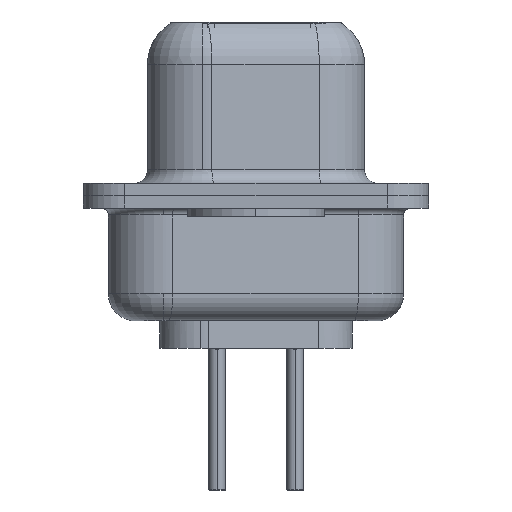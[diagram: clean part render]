
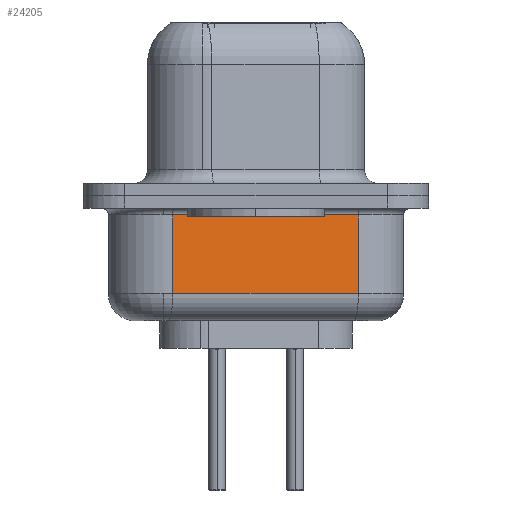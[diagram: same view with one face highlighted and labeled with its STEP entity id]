
A CAD part, left-side view. The second image highlights one B-rep face of the part: STEP entity #24205.
In plain terms, the highlighted planar face has unit normal (-0.985, -0.174, 0).
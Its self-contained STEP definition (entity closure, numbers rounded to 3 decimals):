
#638 = VERTEX_POINT ( 'NONE', #2068 ) ;
#2068 = CARTESIAN_POINT ( 'NONE',  ( 2.87, 3.028, -0.7 ) ) ;
#2211 = AXIS2_PLACEMENT_3D ( 'NONE', #5175, #16830, #6908 ) ;
#3068 = CARTESIAN_POINT ( 'NONE',  ( 2.87, 3.028, -3.55 ) ) ;
#4033 = VECTOR ( 'NONE', #12413, 1000. ) ;
#4340 = CARTESIAN_POINT ( 'NONE',  ( 4.061, -3.722, -4.55 ) ) ;
#5175 = CARTESIAN_POINT ( 'NONE',  ( 2.87, 3.028, -4.55 ) ) ;
#5734 = ORIENTED_EDGE ( 'NONE', *, *, #14443, .F. ) ;
#5750 = VERTEX_POINT ( 'NONE', #17409 ) ;
#6033 = CARTESIAN_POINT ( 'NONE',  ( 2.87, 3.028, -4.55 ) ) ;
#6908 = DIRECTION ( 'NONE',  ( -0.174, 0.985, 0. ) ) ;
#10941 = EDGE_CURVE ( 'NONE', #17597, #638, #21699, .T. ) ;
#11000 = PLANE ( 'NONE',  #2211 ) ;
#11027 = CARTESIAN_POINT ( 'NONE',  ( 4.061, -3.722, -0.7 ) ) ;
#11697 = EDGE_LOOP ( 'NONE', ( #5734, #22981, #21300, #25172 ) ) ;
#12413 = DIRECTION ( 'NONE',  ( 0., 0., 1. ) ) ;
#12857 = LINE ( 'NONE', #6033, #13846 ) ;
#13009 = LINE ( 'NONE', #3068, #20771 ) ;
#13573 = VECTOR ( 'NONE', #15489, 1000. ) ;
#13846 = VECTOR ( 'NONE', #14994, 1000. ) ;
#14443 = EDGE_CURVE ( 'NONE', #23983, #638, #12857, .T. ) ;
#14858 = FACE_OUTER_BOUND ( 'NONE', #11697, .T. ) ;
#14994 = DIRECTION ( 'NONE',  ( 0., 0., 1. ) ) ;
#15089 = CARTESIAN_POINT ( 'NONE',  ( 2.87, 3.028, -0.7 ) ) ;
#15335 = EDGE_CURVE ( 'NONE', #5750, #17597, #16402, .T. ) ;
#15489 = DIRECTION ( 'NONE',  ( -0.174, 0.985, 0. ) ) ;
#16402 = LINE ( 'NONE', #4340, #4033 ) ;
#16830 = DIRECTION ( 'NONE',  ( 0.985, 0.174, 0. ) ) ;
#17409 = CARTESIAN_POINT ( 'NONE',  ( 4.061, -3.722, -3.55 ) ) ;
#17523 = CARTESIAN_POINT ( 'NONE',  ( 2.87, 3.028, -3.55 ) ) ;
#17597 = VERTEX_POINT ( 'NONE', #11027 ) ;
#20771 = VECTOR ( 'NONE', #25080, 1000. ) ;
#21300 = ORIENTED_EDGE ( 'NONE', *, *, #15335, .T. ) ;
#21699 = LINE ( 'NONE', #15089, #13573 ) ;
#22590 = EDGE_CURVE ( 'NONE', #23983, #5750, #13009, .T. ) ;
#22981 = ORIENTED_EDGE ( 'NONE', *, *, #22590, .T. ) ;
#23983 = VERTEX_POINT ( 'NONE', #17523 ) ;
#24205 = ADVANCED_FACE ( 'NONE', ( #14858 ), #11000, .F. ) ;
#25080 = DIRECTION ( 'NONE',  ( 0.174, -0.985, 0. ) ) ;
#25172 = ORIENTED_EDGE ( 'NONE', *, *, #10941, .T. ) ;
